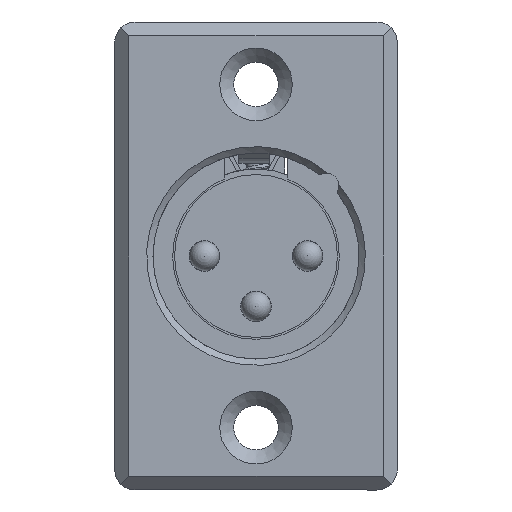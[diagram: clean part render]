
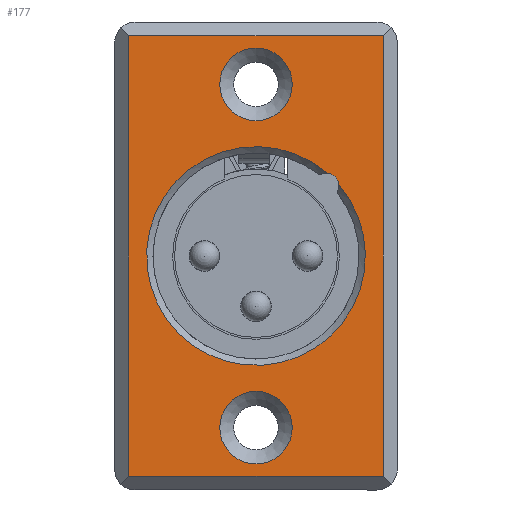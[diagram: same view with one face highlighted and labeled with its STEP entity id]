
A CAD part, left-side view. The second image highlights one B-rep face of the part: STEP entity #177.
In plain terms, the highlighted planar face has unit normal (-1, 0, 0).
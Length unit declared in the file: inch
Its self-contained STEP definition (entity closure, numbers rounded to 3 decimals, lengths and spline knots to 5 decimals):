
#92=CARTESIAN_POINT('',(0.,0.,-0.41929));
#93=VERTEX_POINT('',#92);
#94=CARTESIAN_POINT('',(0.,0.,-0.5315));
#95=DIRECTION('',(-1.0,0.0,0.0));
#96=DIRECTION('',(0.0,0.0,-1.0));
#97=AXIS2_PLACEMENT_3D('',#94,#95,#96);
#98=CIRCLE('',#97,0.1122);
#99=EDGE_CURVE('',#93,#93,#98,.T.);
#104=CARTESIAN_POINT('',(0.,0.,0.));
#105=DIRECTION('',(1.0,0.0,0.0));
#106=DIRECTION('',(0.0,0.0,-1.0));
#107=AXIS2_PLACEMENT_3D('',#104,#105,#106);
#108=PLANE('',#107);
#109=CARTESIAN_POINT('',(0.,0.3937,-0.6811));
#110=VERTEX_POINT('',#109);
#111=CARTESIAN_POINT('',(0.,0.3937,0.6811));
#112=VERTEX_POINT('',#111);
#113=CARTESIAN_POINT('',(0.,0.3937,-0.6811));
#114=DIRECTION('',(0.0,0.0,1.0));
#115=VECTOR('',#114,1.3622);
#116=LINE('',#113,#115);
#117=EDGE_CURVE('',#110,#112,#116,.T.);
#118=ORIENTED_EDGE('',*,*,#117,.F.);
#119=CARTESIAN_POINT('',(0.,-0.3937,-0.6811));
#120=VERTEX_POINT('',#119);
#121=CARTESIAN_POINT('',(0.,-0.3937,-0.6811));
#122=DIRECTION('',(0.0,1.0,0.0));
#123=VECTOR('',#122,0.7874);
#124=LINE('',#121,#123);
#125=EDGE_CURVE('',#120,#110,#124,.T.);
#126=ORIENTED_EDGE('',*,*,#125,.F.);
#127=CARTESIAN_POINT('',(0.,-0.3937,0.6811));
#128=VERTEX_POINT('',#127);
#129=CARTESIAN_POINT('',(0.,-0.3937,0.6811));
#130=DIRECTION('',(0.0,0.0,-1.0));
#131=VECTOR('',#130,1.3622);
#132=LINE('',#129,#131);
#133=EDGE_CURVE('',#128,#120,#132,.T.);
#134=ORIENTED_EDGE('',*,*,#133,.F.);
#135=CARTESIAN_POINT('',(0.,0.3937,0.6811));
#136=DIRECTION('',(0.0,-1.0,0.0));
#137=VECTOR('',#136,0.7874);
#138=LINE('',#135,#137);
#139=EDGE_CURVE('',#112,#128,#138,.T.);
#140=ORIENTED_EDGE('',*,*,#139,.F.);
#141=EDGE_LOOP('',(#118,#126,#134,#140));
#142=FACE_OUTER_BOUND('',#141,.T.);
#143=CARTESIAN_POINT('',(0.,0.,0.6437));
#144=VERTEX_POINT('',#143);
#145=CARTESIAN_POINT('',(0.,0.,0.5315));
#146=DIRECTION('',(-1.0,0.0,0.0));
#147=DIRECTION('',(0.0,0.0,-1.0));
#148=AXIS2_PLACEMENT_3D('',#145,#146,#147);
#149=CIRCLE('',#148,0.1122);
#150=EDGE_CURVE('',#144,#144,#149,.T.);
#151=ORIENTED_EDGE('',*,*,#150,.F.);
#152=EDGE_LOOP('',(#151));
#153=FACE_BOUND('',#152,.T.);
#154=CARTESIAN_POINT('',(0.,-0.22124,0.2563));
#155=VERTEX_POINT('',#154);
#156=CARTESIAN_POINT('',(0.,-0.2563,0.22124));
#157=VERTEX_POINT('',#156);
#158=CARTESIAN_POINT('',(0.,-0.21714,0.21714));
#159=DIRECTION('',(1.0,0.0,0.0));
#160=DIRECTION('',(0.0,0.0,-1.0));
#161=AXIS2_PLACEMENT_3D('',#158,#159,#160);
#162=CIRCLE('',#161,0.03937);
#163=EDGE_CURVE('',#155,#157,#162,.T.);
#164=ORIENTED_EDGE('',*,*,#163,.T.);
#165=CARTESIAN_POINT('',(0.,0.,0.));
#166=DIRECTION('',(-1.0,0.0,0.0));
#167=DIRECTION('',(0.0,0.0,-1.0));
#168=AXIS2_PLACEMENT_3D('',#165,#166,#167);
#169=CIRCLE('',#168,0.33858);
#170=EDGE_CURVE('',#155,#157,#169,.T.);
#171=ORIENTED_EDGE('',*,*,#170,.F.);
#172=EDGE_LOOP('',(#164,#171));
#173=FACE_BOUND('',#172,.T.);
#174=ORIENTED_EDGE('',*,*,#99,.F.);
#175=EDGE_LOOP('',(#174));
#176=FACE_BOUND('',#175,.T.);
#177=ADVANCED_FACE('',(#142,#153,#173,#176),#108,.F.);
